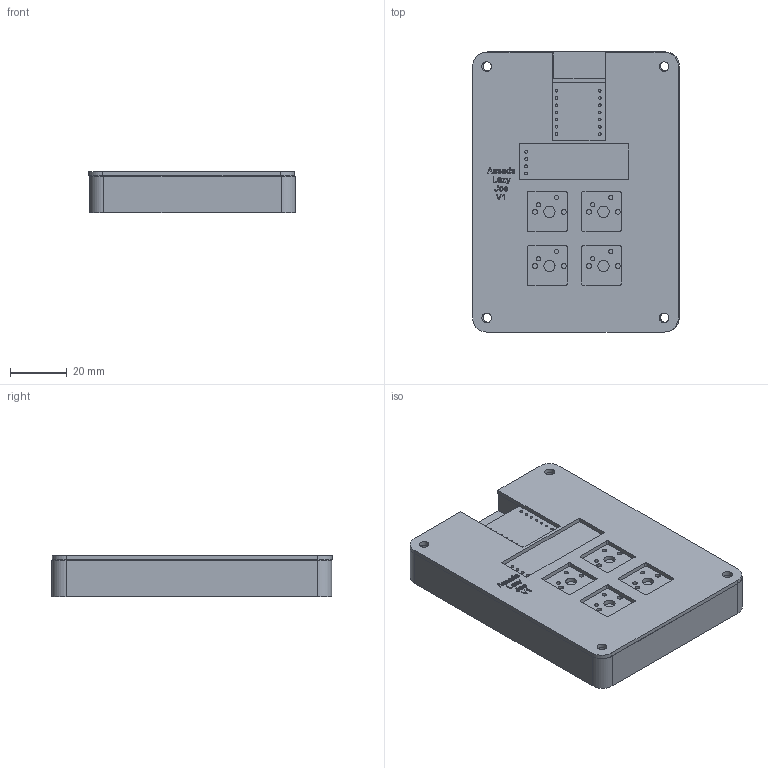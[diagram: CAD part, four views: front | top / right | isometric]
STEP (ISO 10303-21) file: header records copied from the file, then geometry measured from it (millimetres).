
FILE_DESCRIPTION(/* description */ (''),/* implementation_level */ '2;1');
FILE_NAME(/* name */ 'Assembled hackpad.step',/* time_stamp */ '2026-01-13T21:51:30Z',/* author */ (''),/* organization */ (''),/* preprocessor_version */ 'ST-DEVELOPER v20.1',/* originating_system */ 'Autodesk Translation Framework v14.21.0.0',/* authorisation */ '');
FILE_SCHEMA (('AUTOMOTIVE_DESIGN { 1 0 10303 214 3 1 1 }','FEATURE_BASED_PROCESS_PLANNING','MODEL_BASED_INTEGRATED_MANUFACTURING_SCHEMA'));
Length unit declared in the file: millimetre
Products named in the file (6): 2026-01-13-19-44-09-862; 2026-01-10-13-36-34-113; 2026-01-10-13-37-07-781; 2026-01-11-22-38-37-387; 2026-01-13-21-35-28-422; 2026-01-13-21-35-28-423
Assembly tree (5 placements, depth 3):
  2026-01-13-19-44-09-862
    2026-01-10-13-36-34-113
      2026-01-10-13-37-07-781
    2026-01-11-22-38-37-387
    2026-01-13-21-35-28-422
      2026-01-13-21-35-28-423
Bounding box: 72.91 x 98.67 x 14.78 mm (x, y, z)
Volume: 61949 mm3; surface area: 42065.5 mm2
Topology: 3 solids, 3 shells, 463 faces, 1296 edges, 864 vertices
Faces by surface type: bspline 241, plane 148, cylinder 74
Full cylindrical faces by diameter (mm): 0.889 x14, 1 x4, 1.5 x8, 1.7 x8, 3.4 x8, 4 x4, 6 x4
Entity records: 17496 total; most frequent: CARTESIAN_POINT 6731, ORIENTED_EDGE 2592, DIRECTION 1428, EDGE_CURVE 1296, VERTEX_POINT 864, LINE 666, VECTOR 666, EDGE_LOOP 590
